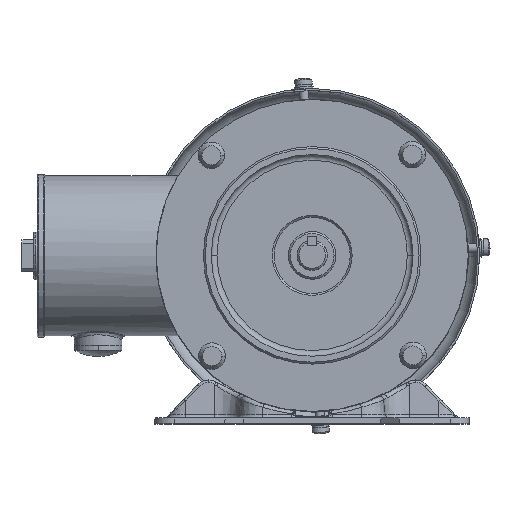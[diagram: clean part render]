
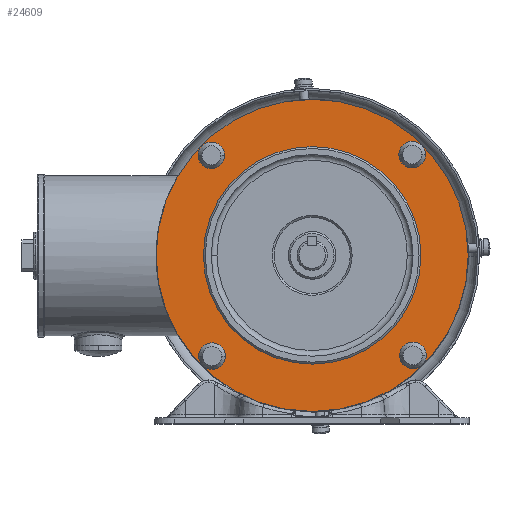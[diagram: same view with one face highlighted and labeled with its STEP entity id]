
A CAD part, top view. The second image highlights one B-rep face of the part: STEP entity #24609.
In plain terms, the highlighted planar face has unit normal (0, 0, 1).
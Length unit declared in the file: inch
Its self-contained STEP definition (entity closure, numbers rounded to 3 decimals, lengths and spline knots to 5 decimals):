
#7 = CARTESIAN_POINT ( 'NONE',  ( 2.06942, 2.08411, 0.7874 ) ) ;
#855 = CARTESIAN_POINT ( 'NONE',  ( -2.08411, 2.06942, 0.7874 ) ) ;
#1216 = CIRCLE ( 'NONE', #71219, 0.16732 ) ;
#2155 = DIRECTION ( 'NONE',  ( 0., -1., 0. ) ) ;
#2827 = DIRECTION ( 'NONE',  ( 0., 0., 1. ) ) ;
#3122 = CARTESIAN_POINT ( 'NONE',  ( 0., 2.25, 0.7874 ) ) ;
#3461 = DIRECTION ( 'NONE',  ( 0., -1., 0. ) ) ;
#4225 = DIRECTION ( 'NONE',  ( 0., 0., -1. ) ) ;
#4252 = EDGE_LOOP ( 'NONE', ( #46399, #59177 ) ) ;
#5709 = PLANE ( 'NONE',  #35308 ) ;
#5942 = DIRECTION ( 'NONE',  ( 0., 0., 1. ) ) ;
#7298 = DIRECTION ( 'NONE',  ( 0., -1., 0. ) ) ;
#8156 = AXIS2_PLACEMENT_3D ( 'NONE', #36353, #52586, #59387 ) ;
#8904 = DIRECTION ( 'NONE',  ( 0., -1., 0. ) ) ;
#10330 = EDGE_CURVE ( 'NONE', #10830, #53225, #20373, .T. ) ;
#10519 = CIRCLE ( 'NONE', #52657, 0.16732 ) ;
#10830 = VERTEX_POINT ( 'NONE', #59484 ) ;
#11417 = FACE_BOUND ( 'NONE', #59794, .T. ) ;
#11895 = CARTESIAN_POINT ( 'NONE',  ( 0., 3.22835, 0.7874 ) ) ;
#13514 = CARTESIAN_POINT ( 'NONE',  ( 2.06942, 2.08411, 0.7874 ) ) ;
#13536 = CARTESIAN_POINT ( 'NONE',  ( 2.06942, 1.91679, 0.7874 ) ) ;
#13588 = EDGE_CURVE ( 'NONE', #25719, #44418, #49687, .T. ) ;
#13961 = CIRCLE ( 'NONE', #47665, 3.22835 ) ;
#15195 = EDGE_CURVE ( 'NONE', #71415, #38566, #72070, .T. ) ;
#15231 = EDGE_CURVE ( 'NONE', #55263, #34848, #49154, .T. ) ;
#15705 = CARTESIAN_POINT ( 'NONE',  ( -2.06942, -2.25144, 0.7874 ) ) ;
#16647 = CARTESIAN_POINT ( 'NONE',  ( 2.08411, -2.23674, 0.7874 ) ) ;
#17002 = AXIS2_PLACEMENT_3D ( 'NONE', #7, #64215, #24560 ) ;
#17049 = CARTESIAN_POINT ( 'NONE',  ( -2.06942, -2.08411, 0.7874 ) ) ;
#18943 = ORIENTED_EDGE ( 'NONE', *, *, #10330, .F. ) ;
#20224 = AXIS2_PLACEMENT_3D ( 'NONE', #855, #30682, #7298 ) ;
#20373 = CIRCLE ( 'NONE', #63754, 0.16732 ) ;
#20757 = DIRECTION ( 'NONE',  ( 0., 0., -1. ) ) ;
#22141 = ORIENTED_EDGE ( 'NONE', *, *, #73107, .F. ) ;
#22349 = DIRECTION ( 'NONE',  ( 0., 0., 1. ) ) ;
#23620 = AXIS2_PLACEMENT_3D ( 'NONE', #55197, #32181, #3461 ) ;
#24560 = DIRECTION ( 'NONE',  ( 0., -1., 0. ) ) ;
#24609 = ADVANCED_FACE ( 'NONE', ( #44647, #11417, #44271, #50267, #73694, #61652 ), #5709, .F. ) ;
#25012 = ORIENTED_EDGE ( 'NONE', *, *, #36109, .F. ) ;
#25719 = VERTEX_POINT ( 'NONE', #13536 ) ;
#26505 = ORIENTED_EDGE ( 'NONE', *, *, #69436, .F. ) ;
#26573 = VERTEX_POINT ( 'NONE', #3122 ) ;
#27116 = ORIENTED_EDGE ( 'NONE', *, *, #29006, .F. ) ;
#27440 = VERTEX_POINT ( 'NONE', #11895 ) ;
#28198 = CARTESIAN_POINT ( 'NONE',  ( 0., -2.25, 0.7874 ) ) ;
#29006 = EDGE_CURVE ( 'NONE', #26573, #61241, #56178, .T. ) ;
#30682 = DIRECTION ( 'NONE',  ( 0., 0., 1. ) ) ;
#30854 = DIRECTION ( 'NONE',  ( 0., 0., 1. ) ) ;
#31220 = CIRCLE ( 'NONE', #62615, 0.16732 ) ;
#31409 = DIRECTION ( 'NONE',  ( 0., 0., 1. ) ) ;
#32181 = DIRECTION ( 'NONE',  ( 0., 0., 1. ) ) ;
#32694 = CARTESIAN_POINT ( 'NONE',  ( 0., 0., 0.7874 ) ) ;
#33060 = DIRECTION ( 'NONE',  ( 0., -1., 0. ) ) ;
#33322 = CARTESIAN_POINT ( 'NONE',  ( 0., 0., 0.7874 ) ) ;
#33661 = CARTESIAN_POINT ( 'NONE',  ( -2.08411, 1.90209, 0.7874 ) ) ;
#33681 = DIRECTION ( 'NONE',  ( 0., 1., 0. ) ) ;
#34268 = ORIENTED_EDGE ( 'NONE', *, *, #62681, .F. ) ;
#34654 = ORIENTED_EDGE ( 'NONE', *, *, #15195, .F. ) ;
#34848 = VERTEX_POINT ( 'NONE', #66592 ) ;
#35092 = AXIS2_PLACEMENT_3D ( 'NONE', #43051, #20757, #66098 ) ;
#35308 = AXIS2_PLACEMENT_3D ( 'NONE', #33322, #4225, #33681 ) ;
#36109 = EDGE_CURVE ( 'NONE', #27440, #70649, #13961, .T. ) ;
#36353 = CARTESIAN_POINT ( 'NONE',  ( 2.08411, -2.06942, 0.7874 ) ) ;
#37490 = CIRCLE ( 'NONE', #17002, 0.16732 ) ;
#37590 = CARTESIAN_POINT ( 'NONE',  ( -2.08411, 2.06942, 0.7874 ) ) ;
#38479 = EDGE_LOOP ( 'NONE', ( #61338, #34268 ) ) ;
#38566 = VERTEX_POINT ( 'NONE', #68139 ) ;
#39040 = DIRECTION ( 'NONE',  ( 0., 0., 1. ) ) ;
#39759 = EDGE_CURVE ( 'NONE', #53225, #10830, #10519, .T. ) ;
#40574 = CARTESIAN_POINT ( 'NONE',  ( 0., -3.22835, 0.7874 ) ) ;
#43051 = CARTESIAN_POINT ( 'NONE',  ( 0., 0., 0.7874 ) ) ;
#43466 = EDGE_LOOP ( 'NONE', ( #74257, #18943 ) ) ;
#44271 = FACE_BOUND ( 'NONE', #4252, .T. ) ;
#44390 = DIRECTION ( 'NONE',  ( 0., 0., -1. ) ) ;
#44418 = VERTEX_POINT ( 'NONE', #73261 ) ;
#44647 = FACE_BOUND ( 'NONE', #43466, .T. ) ;
#45744 = DIRECTION ( 'NONE',  ( 0., -1., 0. ) ) ;
#46399 = ORIENTED_EDGE ( 'NONE', *, *, #13588, .F. ) ;
#47665 = AXIS2_PLACEMENT_3D ( 'NONE', #32694, #44390, #33060 ) ;
#49154 = CIRCLE ( 'NONE', #20224, 0.16732 ) ;
#49687 = CIRCLE ( 'NONE', #69013, 0.16732 ) ;
#50267 = FACE_BOUND ( 'NONE', #38479, .T. ) ;
#51264 = EDGE_LOOP ( 'NONE', ( #22141, #25012 ) ) ;
#52586 = DIRECTION ( 'NONE',  ( 0., 0., 1. ) ) ;
#52657 = AXIS2_PLACEMENT_3D ( 'NONE', #53291, #31409, #54430 ) ;
#53225 = VERTEX_POINT ( 'NONE', #15705 ) ;
#53291 = CARTESIAN_POINT ( 'NONE',  ( -2.06942, -2.08411, 0.7874 ) ) ;
#54430 = DIRECTION ( 'NONE',  ( 0., -1., 0. ) ) ;
#55197 = CARTESIAN_POINT ( 'NONE',  ( 0., 0., 0.7874 ) ) ;
#55263 = VERTEX_POINT ( 'NONE', #33661 ) ;
#56178 = CIRCLE ( 'NONE', #23620, 2.25 ) ;
#56405 = DIRECTION ( 'NONE',  ( 0., -1., 0. ) ) ;
#57995 = CIRCLE ( 'NONE', #35092, 3.22835 ) ;
#58099 = EDGE_LOOP ( 'NONE', ( #26505, #27116 ) ) ;
#59177 = ORIENTED_EDGE ( 'NONE', *, *, #72992, .F. ) ;
#59387 = DIRECTION ( 'NONE',  ( 0., -1., 0. ) ) ;
#59484 = CARTESIAN_POINT ( 'NONE',  ( -2.06942, -1.91679, 0.7874 ) ) ;
#59794 = EDGE_LOOP ( 'NONE', ( #34654, #64122 ) ) ;
#60518 = CIRCLE ( 'NONE', #70146, 2.25 ) ;
#61241 = VERTEX_POINT ( 'NONE', #28198 ) ;
#61338 = ORIENTED_EDGE ( 'NONE', *, *, #15231, .F. ) ;
#61652 = FACE_OUTER_BOUND ( 'NONE', #51264, .T. ) ;
#61708 = CARTESIAN_POINT ( 'NONE',  ( 2.08411, -2.06942, 0.7874 ) ) ;
#62615 = AXIS2_PLACEMENT_3D ( 'NONE', #37590, #2827, #8904 ) ;
#62681 = EDGE_CURVE ( 'NONE', #34848, #55263, #31220, .T. ) ;
#63355 = CARTESIAN_POINT ( 'NONE',  ( 0., 0., 0.7874 ) ) ;
#63726 = DIRECTION ( 'NONE',  ( 0., -1., 0. ) ) ;
#63754 = AXIS2_PLACEMENT_3D ( 'NONE', #17049, #22349, #45744 ) ;
#64122 = ORIENTED_EDGE ( 'NONE', *, *, #71983, .F. ) ;
#64215 = DIRECTION ( 'NONE',  ( 0., 0., 1. ) ) ;
#66098 = DIRECTION ( 'NONE',  ( 0., -1., 0. ) ) ;
#66592 = CARTESIAN_POINT ( 'NONE',  ( -2.08411, 2.23674, 0.7874 ) ) ;
#68139 = CARTESIAN_POINT ( 'NONE',  ( 2.08411, -1.90209, 0.7874 ) ) ;
#69013 = AXIS2_PLACEMENT_3D ( 'NONE', #13514, #30854, #2155 ) ;
#69436 = EDGE_CURVE ( 'NONE', #61241, #26573, #60518, .T. ) ;
#70146 = AXIS2_PLACEMENT_3D ( 'NONE', #63355, #5942, #63726 ) ;
#70649 = VERTEX_POINT ( 'NONE', #40574 ) ;
#71219 = AXIS2_PLACEMENT_3D ( 'NONE', #61708, #39040, #56405 ) ;
#71415 = VERTEX_POINT ( 'NONE', #16647 ) ;
#71983 = EDGE_CURVE ( 'NONE', #38566, #71415, #1216, .T. ) ;
#72070 = CIRCLE ( 'NONE', #8156, 0.16732 ) ;
#72992 = EDGE_CURVE ( 'NONE', #44418, #25719, #37490, .T. ) ;
#73107 = EDGE_CURVE ( 'NONE', #70649, #27440, #57995, .T. ) ;
#73261 = CARTESIAN_POINT ( 'NONE',  ( 2.06942, 2.25144, 0.7874 ) ) ;
#73694 = FACE_BOUND ( 'NONE', #58099, .T. ) ;
#74257 = ORIENTED_EDGE ( 'NONE', *, *, #39759, .F. ) ;
